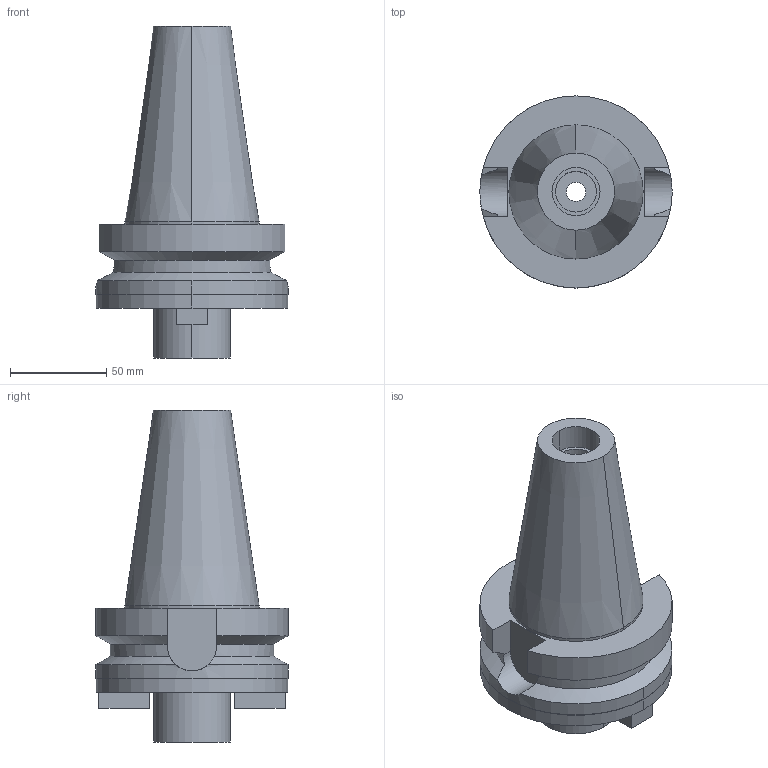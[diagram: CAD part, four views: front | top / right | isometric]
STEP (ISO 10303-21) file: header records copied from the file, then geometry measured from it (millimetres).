
FILE_DESCRIPTION((''),'2;1');
FILE_NAME('BBT50-FMH40-100-45','2018-07-30T',('ykawabe'),(''),'CREO PARAMETRIC BY PTC INC, 2016380','CREO PARAMETRIC BY PTC INC, 2016380','');
FILE_SCHEMA(('AUTOMOTIVE_DESIGN { 1 0 10303 214 1 1 1 1 }'));
Length unit declared in the file: millimetre
Products named in the file (1): BBT50-FMH40-100-45
Bounding box: 100 x 100 x 172.8 mm (x, y, z)
Volume: 543058.8 mm3; surface area: 62309.5 mm2
Topology: 1 solids, 1 shells, 59 faces, 149 edges, 101 vertices
Faces by surface type: cylinder 28, plane 25, cone 6
Entity records: 2563 total; most frequent: CARTESIAN_POINT 384, DIRECTION 326, ORIENTED_EDGE 298, PRESENTATION_STYLE_ASSIGNMENT 154, STYLED_ITEM 154, CURVE_STYLE 153, EDGE_CURVE 149, AXIS2_PLACEMENT_3D 128
